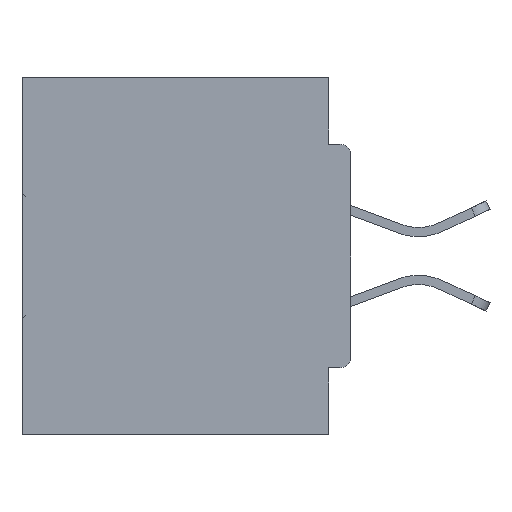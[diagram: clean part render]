
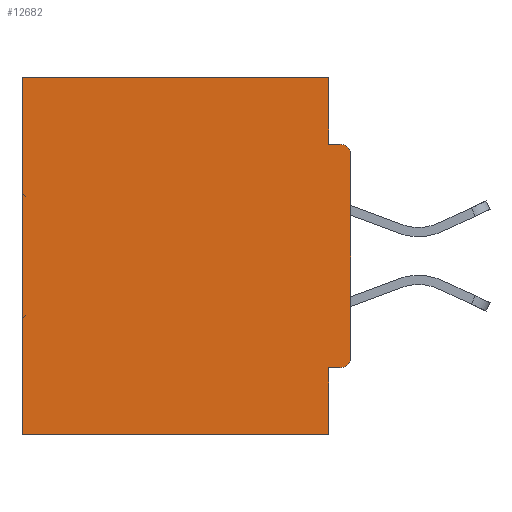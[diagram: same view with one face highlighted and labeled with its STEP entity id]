
A CAD part, left-side view. The second image highlights one B-rep face of the part: STEP entity #12682.
In plain terms, the highlighted planar face has unit normal (-1, 0, 0).
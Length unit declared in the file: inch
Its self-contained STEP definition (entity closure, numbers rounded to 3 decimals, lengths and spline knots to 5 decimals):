
#204 = LINE ( 'NONE', #44578, #6216 ) ;
#1002 = EDGE_CURVE ( 'NONE', #19464, #26935, #9724, .T. ) ;
#1838 = DIRECTION ( 'NONE',  ( 0., 0., -1. ) ) ;
#2001 = EDGE_CURVE ( 'NONE', #34279, #25001, #8529, .T. ) ;
#2319 = ORIENTED_EDGE ( 'NONE', *, *, #44883, .F. ) ;
#3602 = EDGE_CURVE ( 'NONE', #8139, #29609, #31940, .T. ) ;
#5032 = CARTESIAN_POINT ( 'NONE',  ( 0.298, 0.031, -0.5 ) ) ;
#5185 = CARTESIAN_POINT ( 'NONE',  ( 0.298, 0.031, -0.0935 ) ) ;
#5242 = CARTESIAN_POINT ( 'NONE',  ( 0.298, 0.46, 0. ) ) ;
#5623 = CARTESIAN_POINT ( 'NONE',  ( 0.298, 0., 0. ) ) ;
#6155 = VECTOR ( 'NONE', #29589, 39.37008 ) ;
#6216 = VECTOR ( 'NONE', #30922, 39.37008 ) ;
#6906 = ORIENTED_EDGE ( 'NONE', *, *, #43329, .F. ) ;
#7007 = CIRCLE ( 'NONE', #7898, 0.015 ) ;
#7469 = CARTESIAN_POINT ( 'NONE',  ( 0.298, 0., -0.5 ) ) ;
#7898 = AXIS2_PLACEMENT_3D ( 'NONE', #38150, #16686, #30958 ) ;
#8139 = VERTEX_POINT ( 'NONE', #36652 ) ;
#8529 = LINE ( 'NONE', #19036, #44181 ) ;
#8546 = VECTOR ( 'NONE', #29727, 39.37008 ) ;
#8866 = EDGE_LOOP ( 'NONE', ( #8970, #2319, #38271, #12627, #26369, #29289, #22939, #36683, #15616, #6906 ) ) ;
#8970 = ORIENTED_EDGE ( 'NONE', *, *, #24158, .T. ) ;
#9147 = DIRECTION ( 'NONE',  ( 0., 1., 0. ) ) ;
#9724 = LINE ( 'NONE', #12342, #10243 ) ;
#10243 = VECTOR ( 'NONE', #15849, 39.37008 ) ;
#10509 = LINE ( 'NONE', #7469, #36878 ) ;
#11707 = FACE_OUTER_BOUND ( 'NONE', #8866, .T. ) ;
#12285 = PLANE ( 'NONE',  #33226 ) ;
#12342 = CARTESIAN_POINT ( 'NONE',  ( 0.298, 0.031, -0.5 ) ) ;
#12627 = ORIENTED_EDGE ( 'NONE', *, *, #39887, .T. ) ;
#12682 = ADVANCED_FACE ( 'NONE', ( #11707 ), #12285, .F. ) ;
#13029 = CARTESIAN_POINT ( 'NONE',  ( 0.298, 0., -0.3915 ) ) ;
#13828 = CARTESIAN_POINT ( 'NONE',  ( 0.298, 0.015, -0.4065 ) ) ;
#15616 = ORIENTED_EDGE ( 'NONE', *, *, #20803, .T. ) ;
#15849 = DIRECTION ( 'NONE',  ( 0., 0., -1. ) ) ;
#16686 = DIRECTION ( 'NONE',  ( -1., 0., 0. ) ) ;
#16784 = CARTESIAN_POINT ( 'NONE',  ( 0.298, 0.031, -0.5 ) ) ;
#18141 = VECTOR ( 'NONE', #18352, 39.37008 ) ;
#18352 = DIRECTION ( 'NONE',  ( 0., 1., 0. ) ) ;
#19036 = CARTESIAN_POINT ( 'NONE',  ( 0.298, 0.46, 0. ) ) ;
#19195 = VECTOR ( 'NONE', #9147, 39.37008 ) ;
#19454 = VERTEX_POINT ( 'NONE', #13828 ) ;
#19464 = VERTEX_POINT ( 'NONE', #28085 ) ;
#20762 = CARTESIAN_POINT ( 'NONE',  ( 0.298, 0., -0.1085 ) ) ;
#20803 = EDGE_CURVE ( 'NONE', #19454, #24610, #7007, .T. ) ;
#21029 = DIRECTION ( 'NONE',  ( 0., 0., -1. ) ) ;
#22939 = ORIENTED_EDGE ( 'NONE', *, *, #1002, .F. ) ;
#24158 = EDGE_CURVE ( 'NONE', #32308, #31420, #40232, .T. ) ;
#24610 = VERTEX_POINT ( 'NONE', #13029 ) ;
#25001 = VERTEX_POINT ( 'NONE', #39199 ) ;
#25018 = EDGE_CURVE ( 'NONE', #26935, #25001, #10509, .T. ) ;
#26369 = ORIENTED_EDGE ( 'NONE', *, *, #2001, .T. ) ;
#26935 = VERTEX_POINT ( 'NONE', #16784 ) ;
#27284 = LINE ( 'NONE', #36789, #8546 ) ;
#28085 = CARTESIAN_POINT ( 'NONE',  ( 0.298, 0.031, -0.4065 ) ) ;
#28921 = DIRECTION ( 'NONE',  ( 0., 1., 0. ) ) ;
#29289 = ORIENTED_EDGE ( 'NONE', *, *, #25018, .F. ) ;
#29589 = DIRECTION ( 'NONE',  ( 0., 0., -1. ) ) ;
#29609 = VERTEX_POINT ( 'NONE', #5185 ) ;
#29727 = DIRECTION ( 'NONE',  ( 0., -1., 0. ) ) ;
#30922 = DIRECTION ( 'NONE',  ( 0., 0., -1. ) ) ;
#30958 = DIRECTION ( 'NONE',  ( 0., 0., -1. ) ) ;
#31420 = VERTEX_POINT ( 'NONE', #44606 ) ;
#31940 = LINE ( 'NONE', #5032, #6155 ) ;
#32308 = VERTEX_POINT ( 'NONE', #20762 ) ;
#33226 = AXIS2_PLACEMENT_3D ( 'NONE', #36820, #43854, #1838 ) ;
#33449 = EDGE_CURVE ( 'NONE', #19454, #19464, #41198, .T. ) ;
#34279 = VERTEX_POINT ( 'NONE', #5242 ) ;
#34765 = AXIS2_PLACEMENT_3D ( 'NONE', #38481, #42028, #21029 ) ;
#35664 = LINE ( 'NONE', #5623, #19195 ) ;
#35852 = CARTESIAN_POINT ( 'NONE',  ( 0.298, 0., -0.4065 ) ) ;
#36652 = CARTESIAN_POINT ( 'NONE',  ( 0.298, 0.031, 0. ) ) ;
#36683 = ORIENTED_EDGE ( 'NONE', *, *, #33449, .F. ) ;
#36789 = CARTESIAN_POINT ( 'NONE',  ( 0.298, 0., -0.0935 ) ) ;
#36820 = CARTESIAN_POINT ( 'NONE',  ( 0.298, 0., 0. ) ) ;
#36878 = VECTOR ( 'NONE', #28921, 39.37008 ) ;
#38150 = CARTESIAN_POINT ( 'NONE',  ( 0.298, 0.015, -0.3915 ) ) ;
#38271 = ORIENTED_EDGE ( 'NONE', *, *, #3602, .F. ) ;
#38481 = CARTESIAN_POINT ( 'NONE',  ( 0.298, 0.015, -0.1085 ) ) ;
#39199 = CARTESIAN_POINT ( 'NONE',  ( 0.298, 0.46, -0.5 ) ) ;
#39887 = EDGE_CURVE ( 'NONE', #8139, #34279, #35664, .T. ) ;
#40232 = CIRCLE ( 'NONE', #34765, 0.015 ) ;
#41198 = LINE ( 'NONE', #35852, #18141 ) ;
#42028 = DIRECTION ( 'NONE',  ( -1., 0., 0. ) ) ;
#43329 = EDGE_CURVE ( 'NONE', #32308, #24610, #204, .T. ) ;
#43575 = DIRECTION ( 'NONE',  ( 0., 0., -1. ) ) ;
#43854 = DIRECTION ( 'NONE',  ( 1., 0., 0. ) ) ;
#44181 = VECTOR ( 'NONE', #43575, 39.37008 ) ;
#44578 = CARTESIAN_POINT ( 'NONE',  ( 0.298, 0., 0. ) ) ;
#44606 = CARTESIAN_POINT ( 'NONE',  ( 0.298, 0.015, -0.0935 ) ) ;
#44883 = EDGE_CURVE ( 'NONE', #29609, #31420, #27284, .T. ) ;
